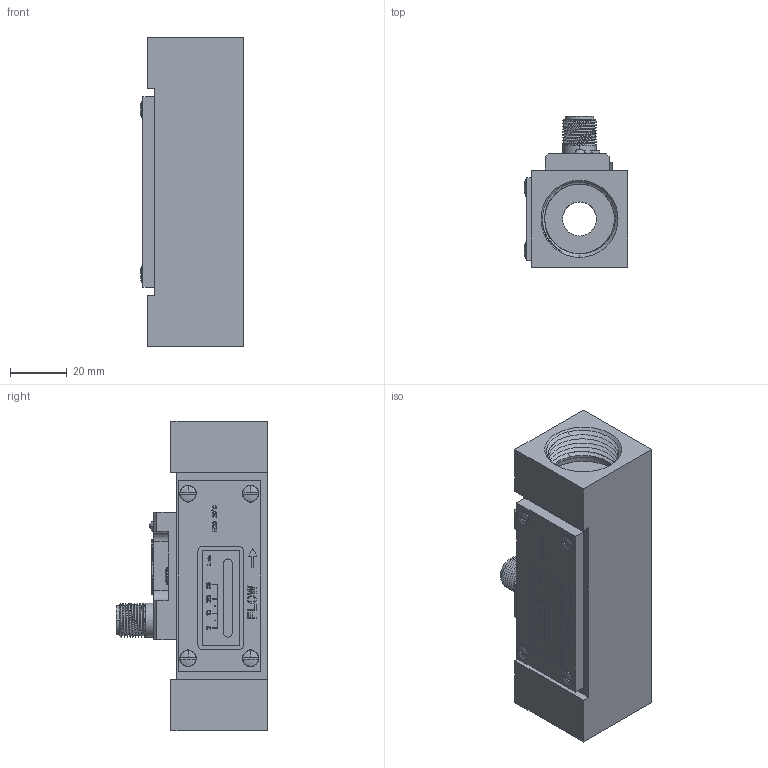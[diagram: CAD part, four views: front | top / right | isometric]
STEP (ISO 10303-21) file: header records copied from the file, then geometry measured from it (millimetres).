
FILE_DESCRIPTION (( 'STEP AP214' ), '1' );
FILE_NAME ('FC220-G34K-M1-3D.STEP', '2021-09-01T02:03:19', ( '' ), ( '' ), 'SwSTEP 2.0', 'SolidWorks 2018', '' );
FILE_SCHEMA (( 'AUTOMOTIVE_DESIGN' ));
Length unit declared in the file: millimetre
Products named in the file (9): M3X6MM-DZ.stp; HSHSM-4.stp; FC220-G34K-3D.stp; HK-KT-LED.stp; FC220-MP2-25.stp; FC220-G34K-M1-3D.stp; FC220-67X29-2-25_ASM.stp; HK-KT-LED-ASM_ASM.stp; FC220-G34K-M1-3D
Assembly tree (12 placements, depth 4):
  FC220-G34K-M1-3D
    FC220-G34K-M1-3D.stp
      HK-KT-LED-ASM_ASM.stp
        HK-KT-LED.stp
        HSHSM-4.stp
      FC220-67X29-2-25_ASM.stp
        FC220-MP2-25.stp
        M3X6MM-DZ.stp  x4
      FC220-G34K-3D.stp
      M3X6MM-DZ.stp
Bounding box: 36.49 x 53.2 x 109 mm (x, y, z)
Volume: 14066.8 mm3; surface area: 37703.4 mm2
Topology: 8 solids, 14 shells, 1380 faces, 3879 edges, 2589 vertices
Faces by surface type: plane 1054, cylinder 168, bspline 91, cone 31, torus 20, sphere 16
Entity records: 46946 total; most frequent: CARTESIAN_POINT 15038, ORIENTED_EDGE 6870, DIRECTION 5914, EDGE_CURVE 3445, VECTOR 2928, LINE 2928, VERTEX_POINT 2301, AXIS2_PLACEMENT_3D 1493
